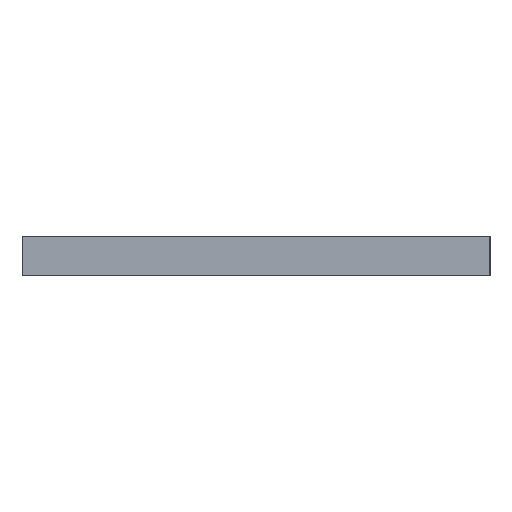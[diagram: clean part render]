
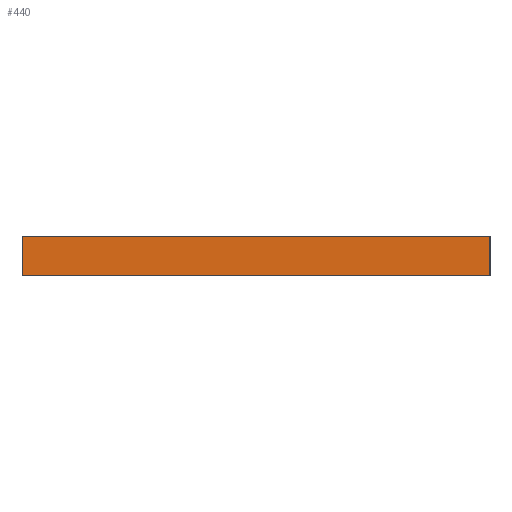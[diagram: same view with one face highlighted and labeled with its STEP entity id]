
A CAD part, left-side view. The second image highlights one B-rep face of the part: STEP entity #440.
In plain terms, the highlighted planar face has unit normal (-1, 0, 0).
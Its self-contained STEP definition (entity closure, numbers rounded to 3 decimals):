
#56 = EDGE_CURVE ( 'NONE', #219, #508, #636, .T. ) ;
#80 = CARTESIAN_POINT ( 'NONE',  ( -66., 30., 5. ) ) ;
#81 = DIRECTION ( 'NONE',  ( 0., 0., 1. ) ) ;
#97 = CARTESIAN_POINT ( 'NONE',  ( -66., 30., 0. ) ) ;
#98 = LINE ( 'NONE', #358, #720 ) ;
#120 = CARTESIAN_POINT ( 'NONE',  ( -66., 30., 0. ) ) ;
#146 = ORIENTED_EDGE ( 'NONE', *, *, #156, .F. ) ;
#149 = FACE_OUTER_BOUND ( 'NONE', #456, .T. ) ;
#156 = EDGE_CURVE ( 'NONE', #508, #350, #98, .T. ) ;
#192 = CARTESIAN_POINT ( 'NONE',  ( -66., 30., 5. ) ) ;
#202 = DIRECTION ( 'NONE',  ( 0., 0., -1. ) ) ;
#205 = DIRECTION ( 'NONE',  ( 1., 0., 0. ) ) ;
#206 = VECTOR ( 'NONE', #81, 1000. ) ;
#214 = ORIENTED_EDGE ( 'NONE', *, *, #56, .F. ) ;
#219 = VERTEX_POINT ( 'NONE', #654 ) ;
#230 = DIRECTION ( 'NONE',  ( 0., 0., 1. ) ) ;
#286 = EDGE_CURVE ( 'NONE', #219, #545, #329, .T. ) ;
#314 = PLANE ( 'NONE',  #686 ) ;
#329 = LINE ( 'NONE', #428, #206 ) ;
#345 = EDGE_CURVE ( 'NONE', #545, #350, #366, .T. ) ;
#350 = VERTEX_POINT ( 'NONE', #192 ) ;
#358 = CARTESIAN_POINT ( 'NONE',  ( -66., 30., 0. ) ) ;
#366 = LINE ( 'NONE', #80, #477 ) ;
#403 = ORIENTED_EDGE ( 'NONE', *, *, #286, .T. ) ;
#428 = CARTESIAN_POINT ( 'NONE',  ( -66., -30., 0. ) ) ;
#440 = ADVANCED_FACE ( 'NONE', ( #149 ), #314, .F. ) ;
#456 = EDGE_LOOP ( 'NONE', ( #512, #146, #214, #403 ) ) ;
#464 = VECTOR ( 'NONE', #544, 1000. ) ;
#477 = VECTOR ( 'NONE', #605, 1000. ) ;
#495 = CARTESIAN_POINT ( 'NONE',  ( -66., 30., 0. ) ) ;
#508 = VERTEX_POINT ( 'NONE', #97 ) ;
#511 = CARTESIAN_POINT ( 'NONE',  ( -66., -30., 5. ) ) ;
#512 = ORIENTED_EDGE ( 'NONE', *, *, #345, .T. ) ;
#544 = DIRECTION ( 'NONE',  ( 0., 1., 0. ) ) ;
#545 = VERTEX_POINT ( 'NONE', #511 ) ;
#605 = DIRECTION ( 'NONE',  ( 0., 1., 0. ) ) ;
#636 = LINE ( 'NONE', #120, #464 ) ;
#654 = CARTESIAN_POINT ( 'NONE',  ( -66., -30., 0. ) ) ;
#686 = AXIS2_PLACEMENT_3D ( 'NONE', #495, #205, #202 ) ;
#720 = VECTOR ( 'NONE', #230, 1000. ) ;
